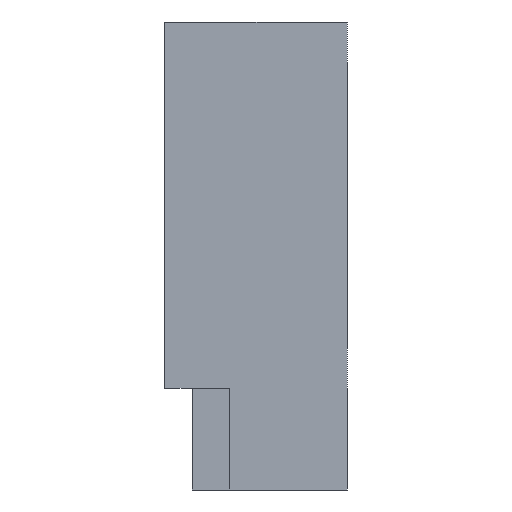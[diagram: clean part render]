
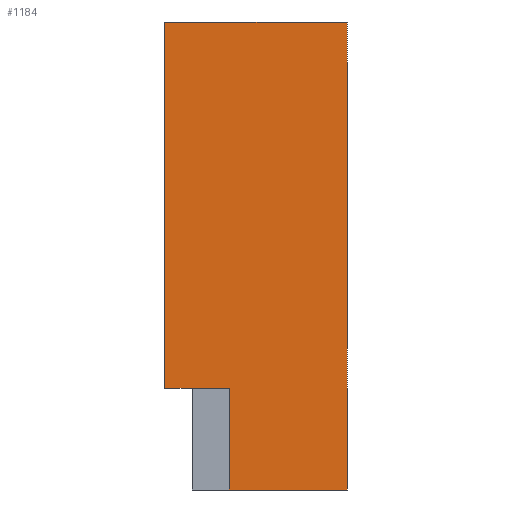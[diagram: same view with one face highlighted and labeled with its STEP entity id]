
A CAD part, left-side view. The second image highlights one B-rep face of the part: STEP entity #1184.
In plain terms, the highlighted planar face has unit normal (-1, 0, 0).
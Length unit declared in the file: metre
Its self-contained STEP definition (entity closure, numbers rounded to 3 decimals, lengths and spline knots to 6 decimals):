
#96=ORIENTED_EDGE('',*,*,#365,.F.);
#97=ORIENTED_EDGE('',*,*,#438,.F.);
#98=ORIENTED_EDGE('',*,*,#439,.T.);
#99=ORIENTED_EDGE('',*,*,#416,.T.);
#100=ORIENTED_EDGE('',*,*,#440,.F.);
#101=ORIENTED_EDGE('',*,*,#441,.F.);
#365=EDGE_CURVE('',#539,#540,#655,.T.);
#416=EDGE_CURVE('',#590,#591,#706,.T.);
#438=EDGE_CURVE('',#606,#539,#728,.T.);
#439=EDGE_CURVE('',#606,#590,#729,.T.);
#440=EDGE_CURVE('',#607,#591,#730,.T.);
#441=EDGE_CURVE('',#540,#607,#731,.T.);
#539=VERTEX_POINT('',#1623);
#540=VERTEX_POINT('',#1625);
#590=VERTEX_POINT('',#1727);
#591=VERTEX_POINT('',#1728);
#606=VERTEX_POINT('',#1766);
#607=VERTEX_POINT('',#1769);
#655=LINE('',#1624,#829);
#706=LINE('',#1726,#880);
#728=LINE('',#1765,#902);
#729=LINE('',#1767,#903);
#730=LINE('',#1768,#904);
#731=LINE('',#1770,#905);
#829=VECTOR('',#1324,1.);
#880=VECTOR('',#1377,1.);
#902=VECTOR('',#1401,1.);
#903=VECTOR('',#1402,1.);
#904=VECTOR('',#1403,1.);
#905=VECTOR('',#1404,1.);
#1001=EDGE_LOOP('',(#96,#97,#98,#99,#100,#101));
#1063=FACE_BOUND('',#1001,.T.);
#1124=PLANE('',#1257);
#1184=ADVANCED_FACE('',(#1063),#1124,.T.);
#1257=AXIS2_PLACEMENT_3D('',#1764,#1399,#1400);
#1324=DIRECTION('',(0.,1.,0.));
#1377=DIRECTION('',(0.,0.,1.));
#1399=DIRECTION('',(-1.,0.,0.));
#1400=DIRECTION('',(0.,0.,1.));
#1401=DIRECTION('',(0.,0.,1.));
#1402=DIRECTION('',(0.,-1.,0.));
#1403=DIRECTION('',(0.,-1.,0.));
#1404=DIRECTION('',(0.,0.,1.));
#1623=CARTESIAN_POINT('',(0.123307,-0.143889,0.005366));
#1624=CARTESIAN_POINT('',(0.123307,-0.144862,0.005366));
#1625=CARTESIAN_POINT('',(0.123307,-0.141524,0.005366));
#1726=CARTESIAN_POINT('',(0.123307,-0.1482,-0.390779));
#1727=CARTESIAN_POINT('',(0.123307,-0.1482,0.001631));
#1728=CARTESIAN_POINT('',(0.123307,-0.1482,0.018773));
#1764=CARTESIAN_POINT('',(0.123307,-0.144862,-0.390779));
#1765=CARTESIAN_POINT('',(0.123307,-0.143889,-0.405061));
#1766=CARTESIAN_POINT('',(0.123307,-0.143889,0.001631));
#1767=CARTESIAN_POINT('',(0.123307,-0.144862,0.001631));
#1768=CARTESIAN_POINT('',(0.123307,-0.144862,0.018773));
#1769=CARTESIAN_POINT('',(0.123307,-0.141524,0.018773));
#1770=CARTESIAN_POINT('',(0.123307,-0.141524,-0.390779));
